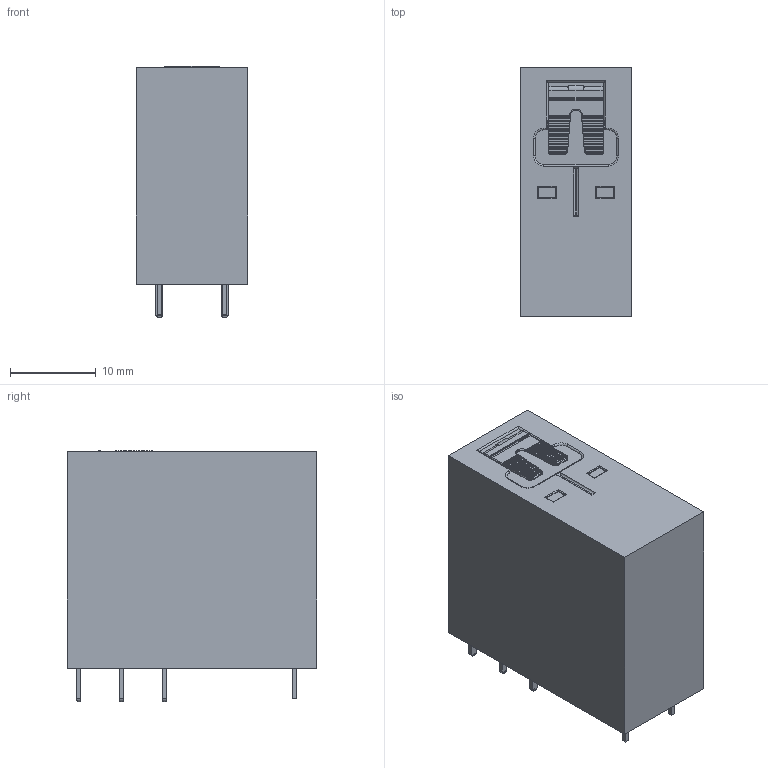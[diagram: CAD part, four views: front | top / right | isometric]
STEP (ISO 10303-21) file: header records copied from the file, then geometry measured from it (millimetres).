
FILE_DESCRIPTION(/* description */ (''),/* implementation_level */ '2;1');
FILE_NAME(/* name */ '3d_HR502CA230.stp',/* time_stamp */ '2018-11-13T08:10:24+01:00',/* author */ ('Andrzej'),/* organization */ (''),/* preprocessor_version */ 'ST-DEVELOPER v16.13',/* originating_system */ 'AutoCAD Mechanical',/* authorisation */ '');
FILE_SCHEMA (('AUTOMOTIVE_DESIGN { 1 0 10303 214 3 1 1 }'));
Length unit declared in the file: millimetre
Products named in the file (1): Product
Bounding box: 13 x 29 x 29.25 mm (x, y, z)
Volume: 9504.1 mm3; surface area: 2968.8 mm2
Topology: 1 solids, 1 shells, 461 faces, 1252 edges, 674 vertices
Faces by surface type: cylinder 198, plane 173, sphere 64, torus 17, bspline 9
Entity records: 14755 total; most frequent: CARTESIAN_POINT 4030, DIRECTION 2260, ORIENTED_EDGE 2242, EDGE_CURVE 1121, AXIS2_PLACEMENT_3D 839, VERTEX_POINT 674, LINE 582, VECTOR 582
